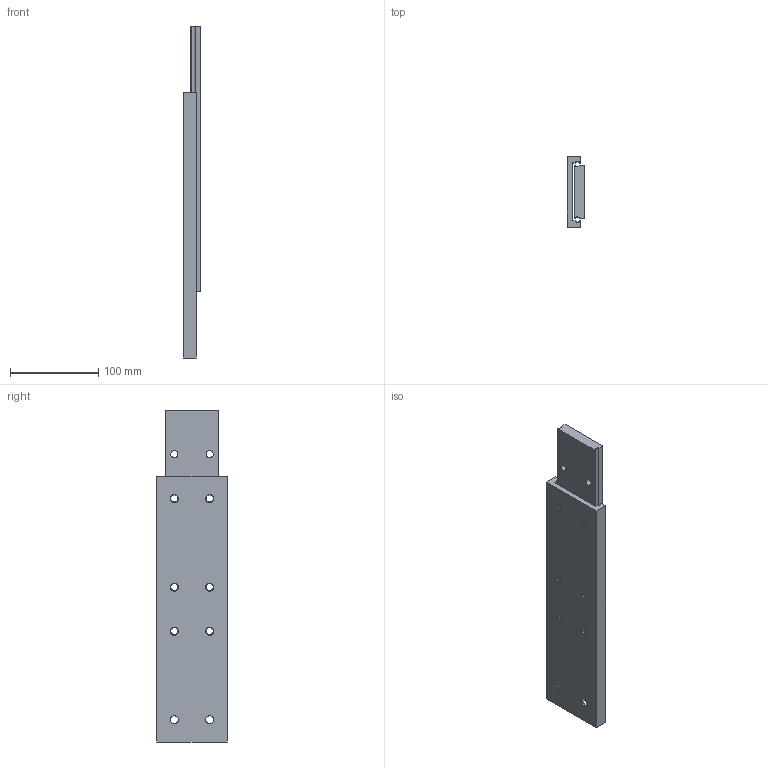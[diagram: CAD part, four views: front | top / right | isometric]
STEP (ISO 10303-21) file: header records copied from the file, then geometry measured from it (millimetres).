
FILE_DESCRIPTION (( 'STEP AP214' ), '1' );
FILE_NAME ('owst80-300.STEP', '2021-11-25T11:58:24', ( '' ), ( '' ), 'SwSTEP 2.0', 'SolidWorks 2020', '' );
FILE_SCHEMA (( 'AUTOMOTIVE_DESIGN' ));
Length unit declared in the file: millimetre
Products named in the file (3): owst80-300; masko80_300; zensko80_300
Assembly tree (2 placements, depth 2):
  owst80-300
    masko80_300
    zensko80_300
Bounding box: 20 x 80 x 375.29 mm (x, y, z)
Volume: 380741 mm3; surface area: 111086.1 mm2
Topology: 2 solids, 2 shells, 88 faces, 220 edges, 136 vertices
Faces by surface type: cylinder 36, cone 32, plane 20
Entity records: 2806 total; most frequent: DIRECTION 510, CARTESIAN_POINT 449, ORIENTED_EDGE 440, EDGE_CURVE 220, AXIS2_PLACEMENT_3D 197, VERTEX_POINT 136, EDGE_LOOP 120, LINE 116
